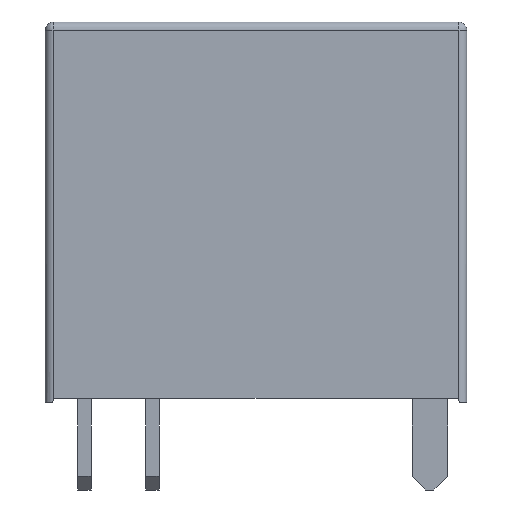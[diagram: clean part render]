
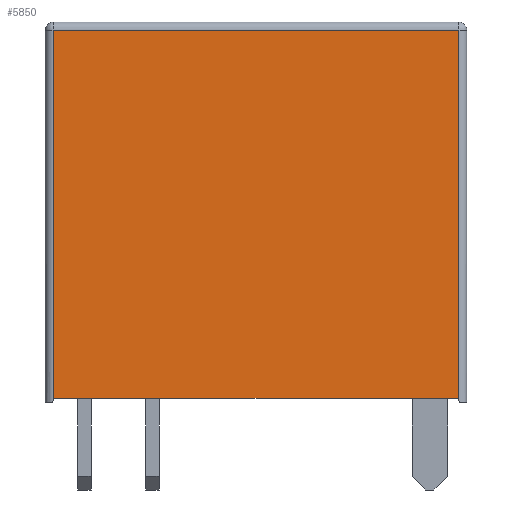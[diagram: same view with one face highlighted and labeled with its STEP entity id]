
A CAD part, front view. The second image highlights one B-rep face of the part: STEP entity #5850.
In plain terms, the highlighted planar face has unit normal (0, -1, 0).
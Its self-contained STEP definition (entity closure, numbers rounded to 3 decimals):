
#1758 = EDGE_CURVE('',#1759,#1761,#1763,.T.);
#1759 = VERTEX_POINT('',#1760);
#1760 = CARTESIAN_POINT('',(-7.4,-6.15,0.173));
#1761 = VERTEX_POINT('',#1762);
#1762 = CARTESIAN_POINT('',(7.4,-6.15,0.173));
#1763 = LINE('',#1764,#1765);
#1764 = CARTESIAN_POINT('',(-7.4,-6.15,0.173));
#1765 = VECTOR('',#1766,1.);
#1766 = DIRECTION('',(1.,0.,0.));
#1876 = VERTEX_POINT('',#1877);
#1877 = CARTESIAN_POINT('',(7.45,-6.15,0.087));
#1884 = EDGE_CURVE('',#1876,#1885,#1887,.T.);
#1885 = VERTEX_POINT('',#1886);
#1886 = CARTESIAN_POINT('',(7.45,-6.15,13.7));
#1887 = LINE('',#1888,#1889);
#1888 = CARTESIAN_POINT('',(7.45,-6.15,0.));
#1889 = VECTOR('',#1890,1.);
#1890 = DIRECTION('',(0.,0.,1.));
#1934 = VERTEX_POINT('',#1935);
#1935 = CARTESIAN_POINT('',(-7.45,-6.15,13.7));
#1942 = EDGE_CURVE('',#1885,#1934,#1943,.T.);
#1943 = LINE('',#1944,#1945);
#1944 = CARTESIAN_POINT('',(7.75,-6.15,13.7));
#1945 = VECTOR('',#1946,1.);
#1946 = DIRECTION('',(-1.,0.,0.));
#5823 = VERTEX_POINT('',#5824);
#5824 = CARTESIAN_POINT('',(-7.45,-6.15,0.087));
#5840 = EDGE_CURVE('',#5823,#1934,#5841,.T.);
#5841 = LINE('',#5842,#5843);
#5842 = CARTESIAN_POINT('',(-7.45,-6.15,0.));
#5843 = VECTOR('',#5844,1.);
#5844 = DIRECTION('',(0.,0.,1.));
#5850 = ADVANCED_FACE('',(#5851),#5869,.T.);
#5851 = FACE_BOUND('',#5852,.T.);
#5852 = EDGE_LOOP('',(#5853,#5859,#5860,#5861,#5862,#5868));
#5853 = ORIENTED_EDGE('',*,*,#5854,.T.);
#5854 = EDGE_CURVE('',#1761,#1876,#5855,.T.);
#5855 = LINE('',#5856,#5857);
#5856 = CARTESIAN_POINT('',(7.4,-6.15,0.173));
#5857 = VECTOR('',#5858,1.);
#5858 = DIRECTION('',(0.5,0.,-0.866));
#5859 = ORIENTED_EDGE('',*,*,#1884,.T.);
#5860 = ORIENTED_EDGE('',*,*,#1942,.T.);
#5861 = ORIENTED_EDGE('',*,*,#5840,.F.);
#5862 = ORIENTED_EDGE('',*,*,#5863,.T.);
#5863 = EDGE_CURVE('',#5823,#1759,#5864,.T.);
#5864 = LINE('',#5865,#5866);
#5865 = CARTESIAN_POINT('',(-7.5,-6.15,0.));
#5866 = VECTOR('',#5867,1.);
#5867 = DIRECTION('',(0.5,0.,0.866));
#5868 = ORIENTED_EDGE('',*,*,#1758,.T.);
#5869 = PLANE('',#5870);
#5870 = AXIS2_PLACEMENT_3D('',#5871,#5872,#5873);
#5871 = CARTESIAN_POINT('',(7.75,-6.15,0.));
#5872 = DIRECTION('',(0.,-1.,0.));
#5873 = DIRECTION('',(-1.,0.,0.));
